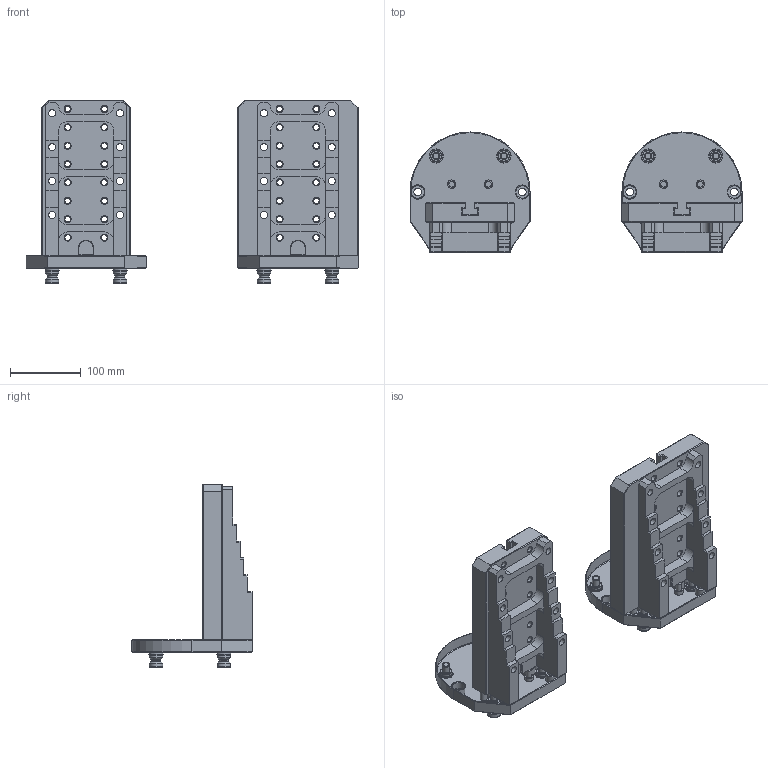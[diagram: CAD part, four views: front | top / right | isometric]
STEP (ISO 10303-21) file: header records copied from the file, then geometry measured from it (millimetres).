
FILE_DESCRIPTION(/* description */ (''),/* implementation_level */ '2;1');
FILE_NAME(/* name */ '',/* time_stamp */ '2025-02-11T15:08:12+08:00',/* author */ (''),/* organization */ (''),/* preprocessor_version */ 'ST-DEVELOPER v11',/* originating_system */ 'SIEMENS PLM Software NX 7.0',/* authorisation */ '');
FILE_SCHEMA (('CONFIG_CONTROL_DESIGN'));
Length unit declared in the file: millimetre
Products named in the file (1): Admi79F2gqri
Bounding box: 470 x 170 x 260 mm (x, y, z)
Volume: 2920187.2 mm3; surface area: 470263.3 mm2
Topology: 12 solids, 20 shells, 1987 faces, 5039 edges, 3331 vertices
Faces by surface type: plane 1297, cylinder 320, cone 178, extrusion 120, torus 72
Full cylindrical faces by diameter (mm): 8 x40, 8.5 x16, 10 x64, 11 x4, 12 x40, 16 x24, 17 x4, 18 x8, 19 x16, 20 x8
Entity records: 58463 total; most frequent: CARTESIAN_POINT 13611, ORIENTED_EDGE 8650, DIRECTION 8617, EDGE_CURVE 4325, VECTOR 3243, LINE 3123, VERTEX_POINT 3103, EDGE_LOOP 2824
